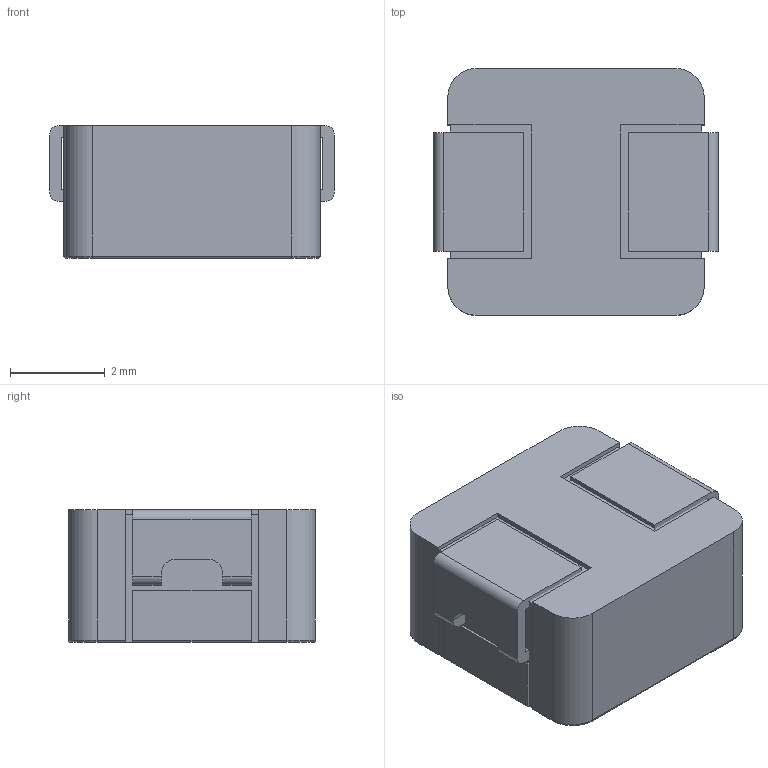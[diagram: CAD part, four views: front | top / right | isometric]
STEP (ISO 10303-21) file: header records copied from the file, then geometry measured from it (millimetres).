
FILE_DESCRIPTION(/* description */ (''),/* implementation_level */ '2;1');
FILE_NAME(/* name */ 'Sunlord MWSA0503S-100MT.step',/* time_stamp */ '2021-10-13T20:32:13+02:00',/* author */ (''),/* organization */ (''),/* preprocessor_version */ 'ST-DEVELOPER v18.1',/* originating_system */ 'Autodesk Translation Framework v10.10.0.1391',/* authorisation */ '');
FILE_SCHEMA (('AUTOMOTIVE_DESIGN { 1 0 10303 214 3 1 1 }'));
Length unit declared in the file: millimetre
Products named in the file (1): Sunlord MWSA0503S-100MT
Bounding box: 6 x 5.2 x 2.8 mm (x, y, z)
Volume: 80.2 mm3; surface area: 151.1 mm2
Topology: 3 solids, 3 shells, 84 faces, 218 edges, 140 vertices
Faces by surface type: plane 58, cylinder 22, torus 4
Entity records: 2591 total; most frequent: CARTESIAN_POINT 443, DIRECTION 440, ORIENTED_EDGE 436, EDGE_CURVE 218, LINE 166, VECTOR 166, VERTEX_POINT 140, AXIS2_PLACEMENT_3D 137
